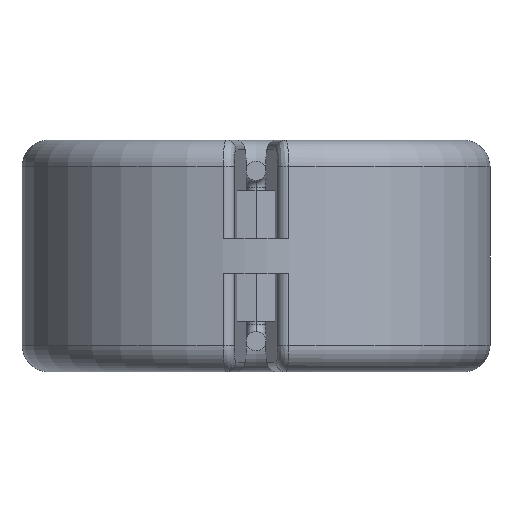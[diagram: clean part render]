
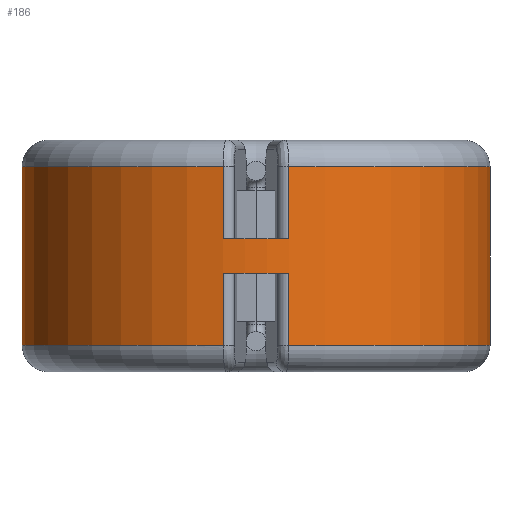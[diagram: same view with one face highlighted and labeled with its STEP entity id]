
A CAD part, front view. The second image highlights one B-rep face of the part: STEP entity #186.
In plain terms, the highlighted cylindrical face has radius 20.6 mm (diameter 41.2 mm), a partial arc.
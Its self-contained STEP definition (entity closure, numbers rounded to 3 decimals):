
#110 = CARTESIAN_POINT ( 'NONE',  ( 0., 0., 7.85 ) ) ;
#186 = ADVANCED_FACE ( 'NONE', ( #1869 ), #350, .T. ) ;
#198 = VERTEX_POINT ( 'NONE', #2848 ) ;
#243 = AXIS2_PLACEMENT_3D ( 'NONE', #3160, #542, #848 ) ;
#268 = VERTEX_POINT ( 'NONE', #526 ) ;
#315 = DIRECTION ( 'NONE',  ( 0., 0., -1. ) ) ;
#342 = CARTESIAN_POINT ( 'NONE',  ( -2.889, -20.396, 10.2 ) ) ;
#350 = CYLINDRICAL_SURFACE ( 'NONE', #1402, 20.6 ) ;
#372 = EDGE_CURVE ( 'NONE', #198, #3045, #1807, .T. ) ;
#489 = LINE ( 'NONE', #1463, #2158 ) ;
#525 = ORIENTED_EDGE ( 'NONE', *, *, #1667, .T. ) ;
#526 = CARTESIAN_POINT ( 'NONE',  ( 2.889, -20.396, -7.85 ) ) ;
#542 = DIRECTION ( 'NONE',  ( 0., 0., 1. ) ) ;
#589 = LINE ( 'NONE', #342, #3280 ) ;
#590 = CARTESIAN_POINT ( 'NONE',  ( -2.889, -20.396, 1.5 ) ) ;
#620 = CARTESIAN_POINT ( 'NONE',  ( 0., 0., 7.85 ) ) ;
#638 = VECTOR ( 'NONE', #1196, 1000. ) ;
#671 = VERTEX_POINT ( 'NONE', #2364 ) ;
#696 = ORIENTED_EDGE ( 'NONE', *, *, #2852, .T. ) ;
#745 = VECTOR ( 'NONE', #3370, 1000. ) ;
#842 = ORIENTED_EDGE ( 'NONE', *, *, #1940, .F. ) ;
#848 = DIRECTION ( 'NONE',  ( 1., 0., 0. ) ) ;
#849 = DIRECTION ( 'NONE',  ( 0., 0., -1. ) ) ;
#860 = LINE ( 'NONE', #2457, #638 ) ;
#867 = ORIENTED_EDGE ( 'NONE', *, *, #899, .T. ) ;
#875 = VERTEX_POINT ( 'NONE', #1603 ) ;
#899 = EDGE_CURVE ( 'NONE', #2447, #3776, #4187, .T. ) ;
#956 = VECTOR ( 'NONE', #315, 1000. ) ;
#998 = ORIENTED_EDGE ( 'NONE', *, *, #2782, .F. ) ;
#1008 = LINE ( 'NONE', #3010, #956 ) ;
#1013 = DIRECTION ( 'NONE',  ( 1., 0., 0. ) ) ;
#1014 = DIRECTION ( 'NONE',  ( 1., 0., 0. ) ) ;
#1034 = ORIENTED_EDGE ( 'NONE', *, *, #4207, .T. ) ;
#1104 = VERTEX_POINT ( 'NONE', #3977 ) ;
#1145 = DIRECTION ( 'NONE',  ( 0., 0., 1. ) ) ;
#1196 = DIRECTION ( 'NONE',  ( 0., 0., -1. ) ) ;
#1402 = AXIS2_PLACEMENT_3D ( 'NONE', #3760, #1739, #3436 ) ;
#1441 = EDGE_CURVE ( 'NONE', #1104, #875, #4020, .T. ) ;
#1463 = CARTESIAN_POINT ( 'NONE',  ( -20.6, 0., 1.5 ) ) ;
#1562 = CIRCLE ( 'NONE', #2803, 20.6 ) ;
#1593 = DIRECTION ( 'NONE',  ( 0., 0., -1. ) ) ;
#1603 = CARTESIAN_POINT ( 'NONE',  ( -20.6, 0., 7.85 ) ) ;
#1610 = ORIENTED_EDGE ( 'NONE', *, *, #372, .T. ) ;
#1613 = LINE ( 'NONE', #2019, #745 ) ;
#1667 = EDGE_CURVE ( 'NONE', #4174, #198, #589, .T. ) ;
#1739 = DIRECTION ( 'NONE',  ( 0., 0., -1. ) ) ;
#1772 = AXIS2_PLACEMENT_3D ( 'NONE', #2595, #2649, #1013 ) ;
#1807 = CIRCLE ( 'NONE', #2052, 20.6 ) ;
#1869 = FACE_OUTER_BOUND ( 'NONE', #4157, .T. ) ;
#1940 = EDGE_CURVE ( 'NONE', #3706, #4041, #3963, .T. ) ;
#2019 = CARTESIAN_POINT ( 'NONE',  ( -2.889, -20.396, 10.2 ) ) ;
#2052 = AXIS2_PLACEMENT_3D ( 'NONE', #2155, #1145, #3448 ) ;
#2122 = CARTESIAN_POINT ( 'NONE',  ( -2.889, -20.396, -7.85 ) ) ;
#2155 = CARTESIAN_POINT ( 'NONE',  ( 0., 0., -1.5 ) ) ;
#2158 = VECTOR ( 'NONE', #3328, 1000. ) ;
#2163 = ORIENTED_EDGE ( 'NONE', *, *, #2254, .T. ) ;
#2237 = ORIENTED_EDGE ( 'NONE', *, *, #2821, .T. ) ;
#2254 = EDGE_CURVE ( 'NONE', #3706, #1104, #1613, .T. ) ;
#2267 = CARTESIAN_POINT ( 'NONE',  ( 0., 0., -7.85 ) ) ;
#2286 = CARTESIAN_POINT ( 'NONE',  ( 2.889, -20.396, 1.5 ) ) ;
#2361 = DIRECTION ( 'NONE',  ( 0., 0., 1. ) ) ;
#2364 = CARTESIAN_POINT ( 'NONE',  ( -20.6, 0., -7.85 ) ) ;
#2374 = AXIS2_PLACEMENT_3D ( 'NONE', #620, #3593, #1014 ) ;
#2447 = VERTEX_POINT ( 'NONE', #3264 ) ;
#2457 = CARTESIAN_POINT ( 'NONE',  ( 2.889, -20.396, 10.2 ) ) ;
#2499 = EDGE_CURVE ( 'NONE', #3776, #4041, #860, .T. ) ;
#2501 = AXIS2_PLACEMENT_3D ( 'NONE', #110, #849, #4113 ) ;
#2595 = CARTESIAN_POINT ( 'NONE',  ( 0., 0., 1.5 ) ) ;
#2649 = DIRECTION ( 'NONE',  ( 0., 0., 1. ) ) ;
#2703 = EDGE_CURVE ( 'NONE', #671, #4174, #3127, .T. ) ;
#2782 = EDGE_CURVE ( 'NONE', #2447, #3805, #3903, .T. ) ;
#2803 = AXIS2_PLACEMENT_3D ( 'NONE', #2267, #3557, #2930 ) ;
#2821 = EDGE_CURVE ( 'NONE', #268, #3805, #1562, .T. ) ;
#2848 = CARTESIAN_POINT ( 'NONE',  ( -2.889, -20.396, -1.5 ) ) ;
#2852 = EDGE_CURVE ( 'NONE', #3045, #268, #1008, .T. ) ;
#2930 = DIRECTION ( 'NONE',  ( 1., 0., 0. ) ) ;
#2938 = ORIENTED_EDGE ( 'NONE', *, *, #1441, .T. ) ;
#3010 = CARTESIAN_POINT ( 'NONE',  ( 2.889, -20.396, 10.2 ) ) ;
#3045 = VERTEX_POINT ( 'NONE', #4195 ) ;
#3127 = CIRCLE ( 'NONE', #243, 20.6 ) ;
#3160 = CARTESIAN_POINT ( 'NONE',  ( 0., 0., -7.85 ) ) ;
#3264 = CARTESIAN_POINT ( 'NONE',  ( 20.6, 0., 7.85 ) ) ;
#3280 = VECTOR ( 'NONE', #2361, 1000. ) ;
#3327 = VECTOR ( 'NONE', #1593, 1000. ) ;
#3328 = DIRECTION ( 'NONE',  ( 0., 0., -1. ) ) ;
#3333 = CARTESIAN_POINT ( 'NONE',  ( 2.889, -20.396, 7.85 ) ) ;
#3370 = DIRECTION ( 'NONE',  ( 0., 0., 1. ) ) ;
#3424 = CARTESIAN_POINT ( 'NONE',  ( 20.6, 0., -7.85 ) ) ;
#3436 = DIRECTION ( 'NONE',  ( -1., 0., 0. ) ) ;
#3448 = DIRECTION ( 'NONE',  ( 1., 0., 0. ) ) ;
#3476 = ORIENTED_EDGE ( 'NONE', *, *, #2703, .T. ) ;
#3557 = DIRECTION ( 'NONE',  ( 0., 0., 1. ) ) ;
#3593 = DIRECTION ( 'NONE',  ( 0., 0., -1. ) ) ;
#3706 = VERTEX_POINT ( 'NONE', #590 ) ;
#3760 = CARTESIAN_POINT ( 'NONE',  ( 0., 0., 1.5 ) ) ;
#3776 = VERTEX_POINT ( 'NONE', #3333 ) ;
#3805 = VERTEX_POINT ( 'NONE', #3424 ) ;
#3903 = LINE ( 'NONE', #3942, #3327 ) ;
#3942 = CARTESIAN_POINT ( 'NONE',  ( 20.6, 0., 1.5 ) ) ;
#3963 = CIRCLE ( 'NONE', #1772, 20.6 ) ;
#3977 = CARTESIAN_POINT ( 'NONE',  ( -2.889, -20.396, 7.85 ) ) ;
#4020 = CIRCLE ( 'NONE', #2501, 20.6 ) ;
#4041 = VERTEX_POINT ( 'NONE', #2286 ) ;
#4101 = ORIENTED_EDGE ( 'NONE', *, *, #2499, .T. ) ;
#4113 = DIRECTION ( 'NONE',  ( 1., 0., 0. ) ) ;
#4157 = EDGE_LOOP ( 'NONE', ( #998, #867, #4101, #842, #2163, #2938, #1034, #3476, #525, #1610, #696, #2237 ) ) ;
#4174 = VERTEX_POINT ( 'NONE', #2122 ) ;
#4187 = CIRCLE ( 'NONE', #2374, 20.6 ) ;
#4195 = CARTESIAN_POINT ( 'NONE',  ( 2.889, -20.396, -1.5 ) ) ;
#4207 = EDGE_CURVE ( 'NONE', #875, #671, #489, .T. ) ;
